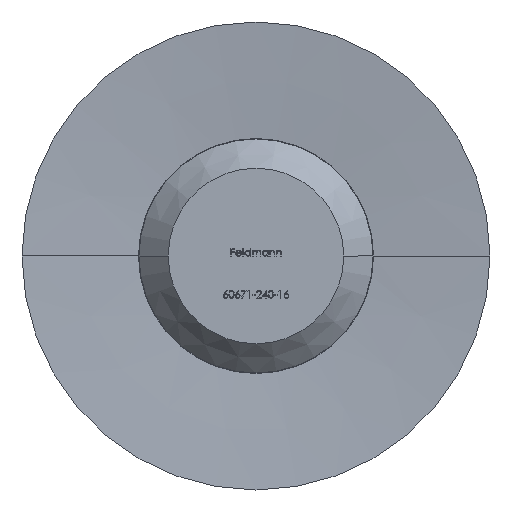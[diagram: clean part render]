
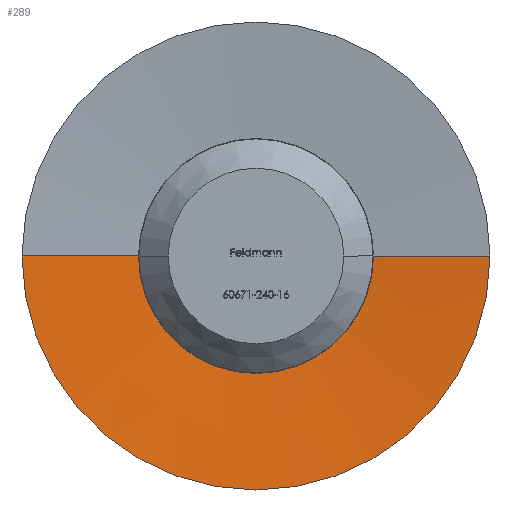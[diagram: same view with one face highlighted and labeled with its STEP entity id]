
A CAD part, front view. The second image highlights one B-rep face of the part: STEP entity #289.
In plain terms, the highlighted conical face has half-angle 85 degrees and reference radius 4.017 mm.
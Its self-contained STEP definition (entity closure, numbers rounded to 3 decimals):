
#289 = ADVANCED_FACE ( 'NONE', ( #8379 ), #9190, .F. ) ;
#314 = DIRECTION ( 'NONE',  ( 0., -1., 0. ) ) ;
#371 = VERTEX_POINT ( 'NONE', #2292 ) ;
#412 = ORIENTED_EDGE ( 'NONE', *, *, #4895, .F. ) ;
#1261 = EDGE_LOOP ( 'NONE', ( #5097, #6606, #12712, #412 ) ) ;
#2292 = CARTESIAN_POINT ( 'NONE',  ( -4.017, 0.348, 0. ) ) ;
#2427 = LINE ( 'NONE', #9134, #3367 ) ;
#3194 = CIRCLE ( 'NONE', #11390, 4.017 ) ;
#3367 = VECTOR ( 'NONE', #3906, 1000. ) ;
#3396 = CARTESIAN_POINT ( 'NONE',  ( 0., 0., 0. ) ) ;
#3516 = AXIS2_PLACEMENT_3D ( 'NONE', #12332, #4965, #13196 ) ;
#3906 = DIRECTION ( 'NONE',  ( -0.996, -0.087, 0. ) ) ;
#4381 = DIRECTION ( 'NONE',  ( 1., 0., 0. ) ) ;
#4798 = EDGE_CURVE ( 'NONE', #371, #6466, #2427, .T. ) ;
#4895 = EDGE_CURVE ( 'NONE', #5503, #12419, #8659, .T. ) ;
#4965 = DIRECTION ( 'NONE',  ( 0., -1., 0. ) ) ;
#5097 = ORIENTED_EDGE ( 'NONE', *, *, #8335, .F. ) ;
#5503 = VERTEX_POINT ( 'NONE', #9681 ) ;
#5696 = CARTESIAN_POINT ( 'NONE',  ( 8., 0., 0. ) ) ;
#5855 = EDGE_CURVE ( 'NONE', #6466, #12419, #10109, .T. ) ;
#6466 = VERTEX_POINT ( 'NONE', #6838 ) ;
#6606 = ORIENTED_EDGE ( 'NONE', *, *, #4798, .T. ) ;
#6838 = CARTESIAN_POINT ( 'NONE',  ( -8., 0., 0. ) ) ;
#7904 = CARTESIAN_POINT ( 'NONE',  ( 4.017, 0.348, 0. ) ) ;
#7982 = DIRECTION ( 'NONE',  ( 0., -1., 0. ) ) ;
#8335 = EDGE_CURVE ( 'NONE', #371, #5503, #3194, .T. ) ;
#8379 = FACE_OUTER_BOUND ( 'NONE', #1261, .T. ) ;
#8659 = LINE ( 'NONE', #7904, #12380 ) ;
#9134 = CARTESIAN_POINT ( 'NONE',  ( -4.017, 0.348, 0. ) ) ;
#9190 = CONICAL_SURFACE ( 'NONE', #3516, 4.017, 1.484 ) ;
#9681 = CARTESIAN_POINT ( 'NONE',  ( 4.017, 0.348, 0. ) ) ;
#10109 = CIRCLE ( 'NONE', #12775, 8. ) ;
#11390 = AXIS2_PLACEMENT_3D ( 'NONE', #13124, #7982, #13172 ) ;
#12332 = CARTESIAN_POINT ( 'NONE',  ( 0., 0.348, 0. ) ) ;
#12380 = VECTOR ( 'NONE', #13145, 1000. ) ;
#12419 = VERTEX_POINT ( 'NONE', #5696 ) ;
#12712 = ORIENTED_EDGE ( 'NONE', *, *, #5855, .T. ) ;
#12775 = AXIS2_PLACEMENT_3D ( 'NONE', #3396, #314, #4381 ) ;
#13124 = CARTESIAN_POINT ( 'NONE',  ( 0., 0.348, 0. ) ) ;
#13145 = DIRECTION ( 'NONE',  ( 0.996, -0.087, 0. ) ) ;
#13172 = DIRECTION ( 'NONE',  ( 1., 0., 0. ) ) ;
#13196 = DIRECTION ( 'NONE',  ( 1., 0., 0. ) ) ;
